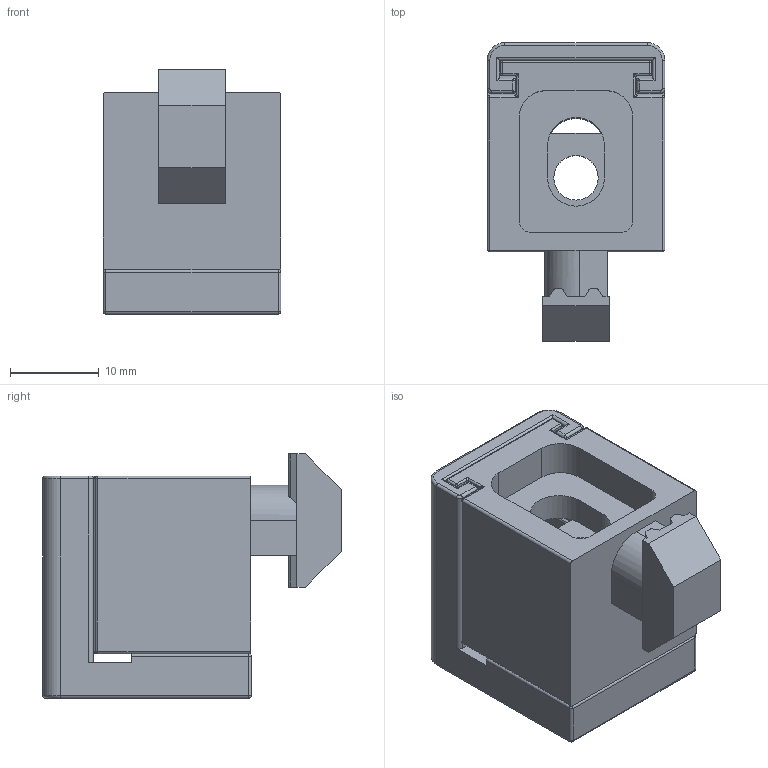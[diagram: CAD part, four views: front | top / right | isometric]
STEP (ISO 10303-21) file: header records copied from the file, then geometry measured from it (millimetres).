
FILE_DESCRIPTION (( 'STEP AP214' ), '1' );
FILE_NAME ('094500m6.STEP', '2014-08-19T08:24:22', ( '' ), ( '' ), 'SwSTEP 2.0', 'SolidWorks 2014', '' );
FILE_SCHEMA (( 'AUTOMOTIVE_DESIGN' ));
Length unit declared in the file: millimetre
Products named in the file (4): 094502_094502; 340me320_340me320; 094500_094 500; 094500m6
Assembly tree (3 placements, depth 2):
  094500m6
    094500_094 500
    340me320_340me320
    094502_094502
Bounding box: 20 x 33.6 x 27.5 mm (x, y, z)
Volume: 8672.3 mm3; surface area: 7252.1 mm2
Topology: 3 solids, 3 shells, 254 faces, 644 edges, 368 vertices
Faces by surface type: cylinder 109, plane 98, sphere 20, torus 15, bspline 12
Entity records: 7847 total; most frequent: CARTESIAN_POINT 1791, DIRECTION 1259, ORIENTED_EDGE 1224, EDGE_CURVE 612, AXIS2_PLACEMENT_3D 444, VECTOR 371, LINE 371, VERTEX_POINT 368
